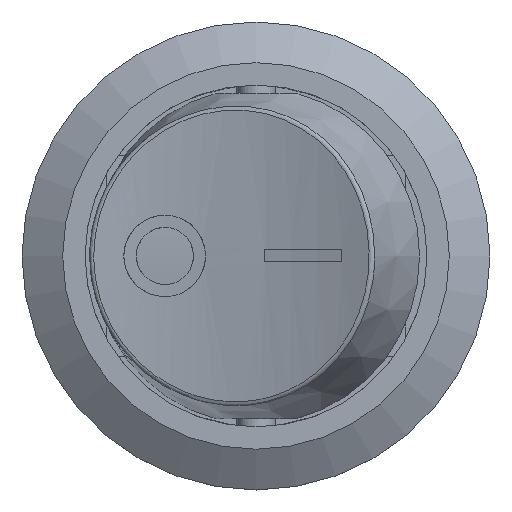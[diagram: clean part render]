
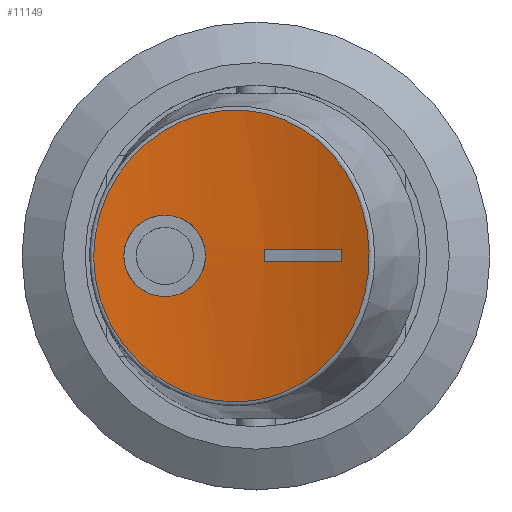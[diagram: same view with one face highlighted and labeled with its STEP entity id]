
A CAD part, top view. The second image highlights one B-rep face of the part: STEP entity #11149.
In plain terms, the highlighted cylindrical face has radius 28.84 mm (diameter 57.68 mm), a partial arc.
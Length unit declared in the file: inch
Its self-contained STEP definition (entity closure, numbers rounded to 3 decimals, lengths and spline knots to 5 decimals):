
#175=CIRCLE('',#11793,1.13544);
#177=CIRCLE('',#11798,1.13544);
#698=LINE('',#14928,#1972);
#700=LINE('',#14933,#1974);
#1972=VECTOR('',#12374,0.3937);
#1974=VECTOR('',#12378,0.3937);
#3241=FACE_BOUND('',#3943,.T.);
#3242=FACE_BOUND('',#3944,.T.);
#3315=FACE_OUTER_BOUND('',#3942,.T.);
#3942=EDGE_LOOP('',(#7774));
#3943=EDGE_LOOP('',(#7775,#7776,#7777,#7778));
#3944=EDGE_LOOP('',(#7779,#7780));
#4632=B_SPLINE_CURVE_WITH_KNOTS('',3,(#14877,#14878,#14879,#14880,#14881,
#14882,#14883,#14884,#14885,#14886,#14887,#14888,#14889,#14890,#14891,#14892,
#14893,#14894),.UNSPECIFIED.,.F.,.F.,(4,2,2,2,2,2,2,2,4),(0.,0.07536,
0.15072,0.22693,0.30314,0.37885,
0.45455,0.52986,0.60517),.UNSPECIFIED.);
#4633=B_SPLINE_CURVE_WITH_KNOTS('',3,(#14895,#14896,#14897,#14898,#14899,
#14900,#14901,#14902,#14903,#14904,#14905,#14906,#14907,#14908,#14909,#14910,
#14911,#14912),.UNSPECIFIED.,.F.,.F.,(4,2,2,2,2,2,2,2,4),(0.60517,
0.68048,0.75579,0.83149,0.90719,
0.9834,1.05961,1.13497,1.21034),
 .UNSPECIFIED.);
#4634=B_SPLINE_CURVE_WITH_KNOTS('',3,(#14941,#14942,#14943,#14944,#14945,
#14946,#14947,#14948,#14949,#14950,#14951,#14952,#14953,#14954,#14955,#14956),
 .UNSPECIFIED.,.T.,.F.,(4,1,1,1,1,1,1,1,1,1,1,1,1,4),(-6.65826,
-6.3412,-6.02414,-5.70708,-5.39002,
-5.07296,-4.7559,-4.33316,-4.12178,
-3.48766,-3.1706,-2.85354,-2.53648,
-2.21942),.UNSPECIFIED.);
#4949=VERTEX_POINT('',#14875);
#4950=VERTEX_POINT('',#14876);
#4953=VERTEX_POINT('',#14918);
#4954=VERTEX_POINT('',#14920);
#4956=VERTEX_POINT('',#14926);
#4958=VERTEX_POINT('',#14932);
#4959=VERTEX_POINT('',#14940);
#6064=EDGE_CURVE('',#4949,#4950,#4632,.T.);
#6065=EDGE_CURVE('',#4950,#4949,#4633,.T.);
#6069=EDGE_CURVE('',#4954,#4953,#175,.T.);
#6073=EDGE_CURVE('',#4953,#4956,#698,.T.);
#6075=EDGE_CURVE('',#4958,#4954,#700,.T.);
#6078=EDGE_CURVE('',#4956,#4958,#177,.T.);
#6079=EDGE_CURVE('',#4959,#4959,#4634,.T.);
#7774=ORIENTED_EDGE('',*,*,#6079,.F.);
#7775=ORIENTED_EDGE('',*,*,#6069,.T.);
#7776=ORIENTED_EDGE('',*,*,#6073,.T.);
#7777=ORIENTED_EDGE('',*,*,#6078,.T.);
#7778=ORIENTED_EDGE('',*,*,#6075,.T.);
#7779=ORIENTED_EDGE('',*,*,#6064,.T.);
#7780=ORIENTED_EDGE('',*,*,#6065,.T.);
#11104=CYLINDRICAL_SURFACE('',#11800,1.13544);
#11149=ADVANCED_FACE('',(#3315,#3241,#3242),#11104,.F.);
#11793=AXIS2_PLACEMENT_3D('',#14921,#12367,#12368);
#11798=AXIS2_PLACEMENT_3D('',#14937,#12384,#12385);
#11800=AXIS2_PLACEMENT_3D('',#14939,#12388,#12389);
#12367=DIRECTION('center_axis',(0.,1.,0.));
#12368=DIRECTION('ref_axis',(-0.46,0.,0.888));
#12374=DIRECTION('',(0.,1.,0.));
#12378=DIRECTION('',(0.,-1.,0.));
#12384=DIRECTION('center_axis',(0.,-1.,0.));
#12385=DIRECTION('ref_axis',(-0.46,0.,0.888));
#12388=DIRECTION('center_axis',(0.,1.,0.));
#12389=DIRECTION('ref_axis',(-0.46,0.,0.888));
#14875=CARTESIAN_POINT('',(-0.25562,0.,0.66766));
#14876=CARTESIAN_POINT('',(-0.09784,0.,0.68438));
#14877=CARTESIAN_POINT('Ctrl Pts',(-0.25562,0.,
0.66766));
#14878=CARTESIAN_POINT('Ctrl Pts',(-0.25562,0.00989,
0.66766));
#14879=CARTESIAN_POINT('Ctrl Pts',(-0.2536,0.02042,
0.66772));
#14880=CARTESIAN_POINT('Ctrl Pts',(-0.24547,0.03977,
0.66806));
#14881=CARTESIAN_POINT('Ctrl Pts',(-0.23934,0.04859,
0.66833));
#14882=CARTESIAN_POINT('Ctrl Pts',(-0.22523,0.06259,
0.66913));
#14883=CARTESIAN_POINT('Ctrl Pts',(-0.21626,0.06867,
0.6697));
#14884=CARTESIAN_POINT('Ctrl Pts',(-0.19667,0.07675,
0.67126));
#14885=CARTESIAN_POINT('Ctrl Pts',(-0.18605,0.07874,0.67224));
#14886=CARTESIAN_POINT('Ctrl Pts',(-0.16622,0.07874,
0.67435));
#14887=CARTESIAN_POINT('Ctrl Pts',(-0.15569,0.07677,
0.67561));
#14888=CARTESIAN_POINT('Ctrl Pts',(-0.13636,0.06874,
0.67819));
#14889=CARTESIAN_POINT('Ctrl Pts',(-0.12755,0.06266,
0.6795));
#14890=CARTESIAN_POINT('Ctrl Pts',(-0.11369,0.04866,
0.68166));
#14891=CARTESIAN_POINT('Ctrl Pts',(-0.10771,0.03981,
0.68267));
#14892=CARTESIAN_POINT('Ctrl Pts',(-0.09979,0.02042,
0.68403));
#14893=CARTESIAN_POINT('Ctrl Pts',(-0.09784,0.00988,
0.68438));
#14894=CARTESIAN_POINT('Ctrl Pts',(-0.09784,0.,
0.68438));
#14895=CARTESIAN_POINT('Ctrl Pts',(-0.09784,0.,
0.68438));
#14896=CARTESIAN_POINT('Ctrl Pts',(-0.09784,-0.00988,
0.68438));
#14897=CARTESIAN_POINT('Ctrl Pts',(-0.09979,-0.02042,
0.68403));
#14898=CARTESIAN_POINT('Ctrl Pts',(-0.10771,-0.03981,
0.68267));
#14899=CARTESIAN_POINT('Ctrl Pts',(-0.11369,-0.04866,
0.68166));
#14900=CARTESIAN_POINT('Ctrl Pts',(-0.12755,-0.06266,
0.6795));
#14901=CARTESIAN_POINT('Ctrl Pts',(-0.13636,-0.06874,
0.67819));
#14902=CARTESIAN_POINT('Ctrl Pts',(-0.15569,-0.07677,
0.67561));
#14903=CARTESIAN_POINT('Ctrl Pts',(-0.16622,-0.07874,
0.67435));
#14904=CARTESIAN_POINT('Ctrl Pts',(-0.18605,-0.07874,
0.67224));
#14905=CARTESIAN_POINT('Ctrl Pts',(-0.19667,-0.07675,
0.67126));
#14906=CARTESIAN_POINT('Ctrl Pts',(-0.21626,-0.06867,
0.6697));
#14907=CARTESIAN_POINT('Ctrl Pts',(-0.22523,-0.06259,
0.66913));
#14908=CARTESIAN_POINT('Ctrl Pts',(-0.23934,-0.04859,
0.66833));
#14909=CARTESIAN_POINT('Ctrl Pts',(-0.24547,-0.03977,
0.66806));
#14910=CARTESIAN_POINT('Ctrl Pts',(-0.2536,-0.02042,
0.66772));
#14911=CARTESIAN_POINT('Ctrl Pts',(-0.25562,-0.00989,
0.66766));
#14912=CARTESIAN_POINT('Ctrl Pts',(-0.25562,0.,
0.66766));
#14918=CARTESIAN_POINT('',(0.01722,-0.01181,0.71103));
#14920=CARTESIAN_POINT('',(0.16629,-0.01181,0.76536));
#14921=CARTESIAN_POINT('Origin',(-0.29612,-0.01181,
1.80237));
#14926=CARTESIAN_POINT('',(0.01722,0.01181,0.71103));
#14928=CARTESIAN_POINT('',(0.01722,0.,0.71103));
#14932=CARTESIAN_POINT('',(0.16629,0.01181,0.76536));
#14933=CARTESIAN_POINT('',(0.16629,0.,0.76536));
#14937=CARTESIAN_POINT('Origin',(-0.29612,0.01181,
1.80237));
#14939=CARTESIAN_POINT('Origin',(-0.29612,0.,
1.80237));
#14940=CARTESIAN_POINT('',(-0.31399,-0.00003,0.66708));
#14941=CARTESIAN_POINT('Ctrl Pts',(-0.31399,-0.00003,
0.66708));
#14942=CARTESIAN_POINT('Ctrl Pts',(-0.31399,0.04176,
0.66708));
#14943=CARTESIAN_POINT('Ctrl Pts',(-0.29509,0.12552,
0.66655));
#14944=CARTESIAN_POINT('Ctrl Pts',(-0.21625,0.22674,
0.66832));
#14945=CARTESIAN_POINT('Ctrl Pts',(-0.10254,0.28463,
0.68119));
#14946=CARTESIAN_POINT('Ctrl Pts',(0.02264,0.28463,
0.7102));
#14947=CARTESIAN_POINT('Ctrl Pts',(0.13057,0.22684,
0.74857));
#14948=CARTESIAN_POINT('Ctrl Pts',(0.21028,0.11424,
0.78554));
#14949=CARTESIAN_POINT('Ctrl Pts',(0.22716,-0.01509,
0.79485));
#14950=CARTESIAN_POINT('Ctrl Pts',(0.18392,-0.17744,
0.77241));
#14951=CARTESIAN_POINT('Ctrl Pts',(0.06526,-0.28501,
0.71998));
#14952=CARTESIAN_POINT('Ctrl Pts',(-0.10254,-0.28453,
0.6812));
#14953=CARTESIAN_POINT('Ctrl Pts',(-0.21592,-0.227,
0.66836));
#14954=CARTESIAN_POINT('Ctrl Pts',(-0.29506,-0.12566,
0.66654));
#14955=CARTESIAN_POINT('Ctrl Pts',(-0.31398,-0.04181,
0.66708));
#14956=CARTESIAN_POINT('Ctrl Pts',(-0.31399,-0.00003,
0.66708));
